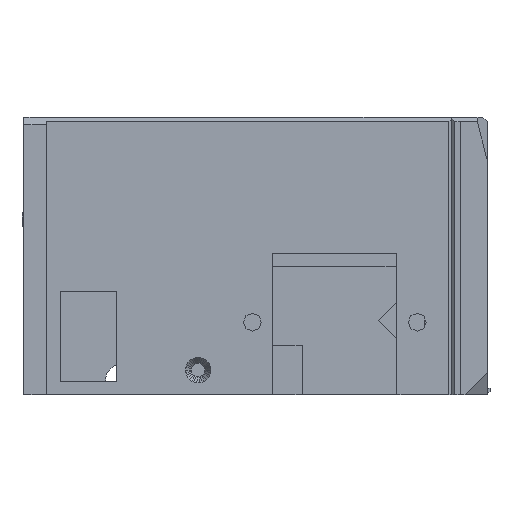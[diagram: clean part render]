
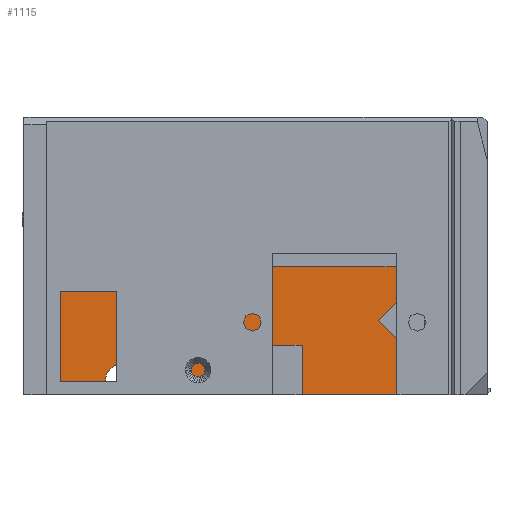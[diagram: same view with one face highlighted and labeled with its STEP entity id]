
A CAD part, front view. The second image highlights one B-rep face of the part: STEP entity #1115.
In plain terms, the highlighted planar face has unit normal (0, -1, 0).
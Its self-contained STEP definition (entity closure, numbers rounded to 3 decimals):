
#304 = VERTEX_POINT('',#305);
#305 = CARTESIAN_POINT('',(45.,-2.,0.));
#311 = EDGE_CURVE('',#304,#312,#314,.T.);
#312 = VERTEX_POINT('',#313);
#313 = CARTESIAN_POINT('',(45.,-2.,11.));
#314 = LINE('',#315,#316);
#315 = CARTESIAN_POINT('',(45.,-2.,-0.25));
#316 = VECTOR('',#317,1.);
#317 = DIRECTION('',(0.,0.,1.));
#335 = VERTEX_POINT('',#336);
#336 = CARTESIAN_POINT('',(60.,-2.,11.));
#342 = EDGE_CURVE('',#335,#312,#343,.T.);
#343 = LINE('',#344,#345);
#344 = CARTESIAN_POINT('',(24.,-2.,11.));
#345 = VECTOR('',#346,1.);
#346 = DIRECTION('',(-1.,0.,0.));
#359 = VERTEX_POINT('',#360);
#360 = CARTESIAN_POINT('',(60.,-2.,0.));
#383 = EDGE_CURVE('',#359,#335,#384,.T.);
#384 = LINE('',#385,#386);
#385 = CARTESIAN_POINT('',(60.,-2.,-0.25));
#386 = VECTOR('',#387,1.);
#387 = DIRECTION('',(0.,0.,1.));
#1115 = ADVANCED_FACE('',(#1116),#1306,.T.);
#1116 = FACE_BOUND('',#1117,.T.);
#1117 = EDGE_LOOP('',(#1118,#1128,#1136,#1145,#1154,#1163,#1172,#1181,
    #1190,#1199,#1208,#1217,#1226,#1235,#1241,#1242,#1243,#1244,#1252,
    #1260,#1268,#1276,#1284,#1292,#1300));
#1118 = ORIENTED_EDGE('',*,*,#1119,.F.);
#1119 = EDGE_CURVE('',#1120,#1122,#1124,.T.);
#1120 = VERTEX_POINT('',#1121);
#1121 = CARTESIAN_POINT('',(3.,-2.,0.));
#1122 = VERTEX_POINT('',#1123);
#1123 = CARTESIAN_POINT('',(3.,-2.,28.4));
#1124 = LINE('',#1125,#1126);
#1125 = CARTESIAN_POINT('',(3.,-2.,-0.5));
#1126 = VECTOR('',#1127,1.);
#1127 = DIRECTION('',(0.,0.,1.));
#1128 = ORIENTED_EDGE('',*,*,#1129,.F.);
#1129 = EDGE_CURVE('',#1130,#1120,#1132,.T.);
#1130 = VERTEX_POINT('',#1131);
#1131 = CARTESIAN_POINT('',(18.834,-2.,0.));
#1132 = LINE('',#1133,#1134);
#1133 = CARTESIAN_POINT('',(-1.,-2.,0.));
#1134 = VECTOR('',#1135,1.);
#1135 = DIRECTION('',(-1.,0.,0.));
#1136 = ORIENTED_EDGE('',*,*,#1137,.F.);
#1137 = EDGE_CURVE('',#1138,#1130,#1140,.T.);
#1138 = VERTEX_POINT('',#1139);
#1139 = CARTESIAN_POINT('',(20.5,-2.,6.764));
#1140 = CIRCLE('',#1141,3.5);
#1141 = AXIS2_PLACEMENT_3D('',#1142,#1143,#1144);
#1142 = CARTESIAN_POINT('',(20.,-2.,3.3));
#1143 = DIRECTION('',(0.,-1.,0.));
#1144 = DIRECTION('',(1.,0.,0.));
#1145 = ORIENTED_EDGE('',*,*,#1146,.F.);
#1146 = EDGE_CURVE('',#1147,#1138,#1149,.T.);
#1147 = VERTEX_POINT('',#1148);
#1148 = CARTESIAN_POINT('',(21.5,-2.,6.764));
#1149 = CIRCLE('',#1150,3.5);
#1150 = AXIS2_PLACEMENT_3D('',#1151,#1152,#1153);
#1151 = CARTESIAN_POINT('',(21.,-2.,3.3));
#1152 = DIRECTION('',(0.,-1.,0.));
#1153 = DIRECTION('',(1.,0.,0.));
#1154 = ORIENTED_EDGE('',*,*,#1155,.F.);
#1155 = EDGE_CURVE('',#1156,#1147,#1158,.T.);
#1156 = VERTEX_POINT('',#1157);
#1157 = CARTESIAN_POINT('',(22.5,-2.,6.764));
#1158 = CIRCLE('',#1159,3.5);
#1159 = AXIS2_PLACEMENT_3D('',#1160,#1161,#1162);
#1160 = CARTESIAN_POINT('',(22.,-2.,3.3));
#1161 = DIRECTION('',(0.,-1.,0.));
#1162 = DIRECTION('',(1.,0.,0.));
#1163 = ORIENTED_EDGE('',*,*,#1164,.F.);
#1164 = EDGE_CURVE('',#1165,#1156,#1167,.T.);
#1165 = VERTEX_POINT('',#1166);
#1166 = CARTESIAN_POINT('',(23.5,-2.,6.764));
#1167 = CIRCLE('',#1168,3.5);
#1168 = AXIS2_PLACEMENT_3D('',#1169,#1170,#1171);
#1169 = CARTESIAN_POINT('',(23.,-2.,3.3));
#1170 = DIRECTION('',(0.,-1.,0.));
#1171 = DIRECTION('',(1.,0.,0.));
#1172 = ORIENTED_EDGE('',*,*,#1173,.F.);
#1173 = EDGE_CURVE('',#1174,#1165,#1176,.T.);
#1174 = VERTEX_POINT('',#1175);
#1175 = CARTESIAN_POINT('',(24.5,-2.,6.764));
#1176 = CIRCLE('',#1177,3.5);
#1177 = AXIS2_PLACEMENT_3D('',#1178,#1179,#1180);
#1178 = CARTESIAN_POINT('',(24.,-2.,3.3));
#1179 = DIRECTION('',(0.,-1.,0.));
#1180 = DIRECTION('',(1.,0.,0.));
#1181 = ORIENTED_EDGE('',*,*,#1182,.F.);
#1182 = EDGE_CURVE('',#1183,#1174,#1185,.T.);
#1183 = VERTEX_POINT('',#1184);
#1184 = CARTESIAN_POINT('',(25.5,-2.,6.764));
#1185 = CIRCLE('',#1186,3.5);
#1186 = AXIS2_PLACEMENT_3D('',#1187,#1188,#1189);
#1187 = CARTESIAN_POINT('',(25.,-2.,3.3));
#1188 = DIRECTION('',(0.,-1.,0.));
#1189 = DIRECTION('',(1.,0.,0.));
#1190 = ORIENTED_EDGE('',*,*,#1191,.F.);
#1191 = EDGE_CURVE('',#1192,#1183,#1194,.T.);
#1192 = VERTEX_POINT('',#1193);
#1193 = CARTESIAN_POINT('',(26.5,-2.,6.764));
#1194 = CIRCLE('',#1195,3.5);
#1195 = AXIS2_PLACEMENT_3D('',#1196,#1197,#1198);
#1196 = CARTESIAN_POINT('',(26.,-2.,3.3));
#1197 = DIRECTION('',(0.,-1.,0.));
#1198 = DIRECTION('',(1.,0.,0.));
#1199 = ORIENTED_EDGE('',*,*,#1200,.F.);
#1200 = EDGE_CURVE('',#1201,#1192,#1203,.T.);
#1201 = VERTEX_POINT('',#1202);
#1202 = CARTESIAN_POINT('',(27.5,-2.,6.764));
#1203 = CIRCLE('',#1204,3.5);
#1204 = AXIS2_PLACEMENT_3D('',#1205,#1206,#1207);
#1205 = CARTESIAN_POINT('',(27.,-2.,3.3));
#1206 = DIRECTION('',(0.,-1.,0.));
#1207 = DIRECTION('',(1.,0.,0.));
#1208 = ORIENTED_EDGE('',*,*,#1209,.F.);
#1209 = EDGE_CURVE('',#1210,#1201,#1212,.T.);
#1210 = VERTEX_POINT('',#1211);
#1211 = CARTESIAN_POINT('',(28.5,-2.,6.764));
#1212 = CIRCLE('',#1213,3.5);
#1213 = AXIS2_PLACEMENT_3D('',#1214,#1215,#1216);
#1214 = CARTESIAN_POINT('',(28.,-2.,3.3));
#1215 = DIRECTION('',(0.,-1.,0.));
#1216 = DIRECTION('',(1.,0.,0.));
#1217 = ORIENTED_EDGE('',*,*,#1218,.F.);
#1218 = EDGE_CURVE('',#1219,#1210,#1221,.T.);
#1219 = VERTEX_POINT('',#1220);
#1220 = CARTESIAN_POINT('',(32.5,-2.,3.3));
#1221 = CIRCLE('',#1222,3.5);
#1222 = AXIS2_PLACEMENT_3D('',#1223,#1224,#1225);
#1223 = CARTESIAN_POINT('',(29.,-2.,3.3));
#1224 = DIRECTION('',(0.,-1.,0.));
#1225 = DIRECTION('',(1.,0.,0.));
#1226 = ORIENTED_EDGE('',*,*,#1227,.F.);
#1227 = EDGE_CURVE('',#1228,#1219,#1230,.T.);
#1228 = VERTEX_POINT('',#1229);
#1229 = CARTESIAN_POINT('',(30.166,-2.,0.));
#1230 = CIRCLE('',#1231,3.5);
#1231 = AXIS2_PLACEMENT_3D('',#1232,#1233,#1234);
#1232 = CARTESIAN_POINT('',(29.,-2.,3.3));
#1233 = DIRECTION('',(0.,-1.,0.));
#1234 = DIRECTION('',(1.,0.,0.));
#1235 = ORIENTED_EDGE('',*,*,#1236,.F.);
#1236 = EDGE_CURVE('',#304,#1228,#1237,.T.);
#1237 = LINE('',#1238,#1239);
#1238 = CARTESIAN_POINT('',(-1.,-2.,0.));
#1239 = VECTOR('',#1240,1.);
#1240 = DIRECTION('',(-1.,0.,0.));
#1241 = ORIENTED_EDGE('',*,*,#311,.T.);
#1242 = ORIENTED_EDGE('',*,*,#342,.F.);
#1243 = ORIENTED_EDGE('',*,*,#383,.F.);
#1244 = ORIENTED_EDGE('',*,*,#1245,.F.);
#1245 = EDGE_CURVE('',#1246,#359,#1248,.T.);
#1246 = VERTEX_POINT('',#1247);
#1247 = CARTESIAN_POINT('',(87.,-2.,0.));
#1248 = LINE('',#1249,#1250);
#1249 = CARTESIAN_POINT('',(-1.,-2.,0.));
#1250 = VECTOR('',#1251,1.);
#1251 = DIRECTION('',(-1.,0.,0.));
#1252 = ORIENTED_EDGE('',*,*,#1253,.T.);
#1253 = EDGE_CURVE('',#1246,#1254,#1256,.T.);
#1254 = VERTEX_POINT('',#1255);
#1255 = CARTESIAN_POINT('',(87.,-2.,6.5));
#1256 = LINE('',#1257,#1258);
#1257 = CARTESIAN_POINT('',(87.,-2.,-0.5));
#1258 = VECTOR('',#1259,1.);
#1259 = DIRECTION('',(0.,0.,1.));
#1260 = ORIENTED_EDGE('',*,*,#1261,.T.);
#1261 = EDGE_CURVE('',#1254,#1262,#1264,.T.);
#1262 = VERTEX_POINT('',#1263);
#1263 = CARTESIAN_POINT('',(77.,-2.,16.5));
#1264 = LINE('',#1265,#1266);
#1265 = CARTESIAN_POINT('',(87.,-2.,6.5));
#1266 = VECTOR('',#1267,1.);
#1267 = DIRECTION('',(-0.707,0.,
    0.707));
#1268 = ORIENTED_EDGE('',*,*,#1269,.T.);
#1269 = EDGE_CURVE('',#1262,#1270,#1272,.T.);
#1270 = VERTEX_POINT('',#1271);
#1271 = CARTESIAN_POINT('',(87.,-2.,26.5));
#1272 = LINE('',#1273,#1274);
#1273 = CARTESIAN_POINT('',(77.,-2.,16.5));
#1274 = VECTOR('',#1275,1.);
#1275 = DIRECTION('',(0.707,0.,0.707
    ));
#1276 = ORIENTED_EDGE('',*,*,#1277,.F.);
#1277 = EDGE_CURVE('',#1278,#1270,#1280,.T.);
#1278 = VERTEX_POINT('',#1279);
#1279 = CARTESIAN_POINT('',(92.02,-2.,21.48));
#1280 = LINE('',#1281,#1282);
#1281 = CARTESIAN_POINT('',(97.,-2.,16.5));
#1282 = VECTOR('',#1283,1.);
#1283 = DIRECTION('',(-0.707,0.,
    0.707));
#1284 = ORIENTED_EDGE('',*,*,#1285,.T.);
#1285 = EDGE_CURVE('',#1278,#1286,#1288,.T.);
#1286 = VERTEX_POINT('',#1287);
#1287 = CARTESIAN_POINT('',(92.02,-2.,28.4));
#1288 = LINE('',#1289,#1290);
#1289 = CARTESIAN_POINT('',(92.02,-2.,-0.5));
#1290 = VECTOR('',#1291,1.);
#1291 = DIRECTION('',(0.,0.,1.));
#1292 = ORIENTED_EDGE('',*,*,#1293,.F.);
#1293 = EDGE_CURVE('',#1294,#1286,#1296,.T.);
#1294 = VERTEX_POINT('',#1295);
#1295 = CARTESIAN_POINT('',(87.,-2.,28.4));
#1296 = LINE('',#1297,#1298);
#1297 = CARTESIAN_POINT('',(-3.,-2.,28.4));
#1298 = VECTOR('',#1299,1.);
#1299 = DIRECTION('',(1.,0.,0.));
#1300 = ORIENTED_EDGE('',*,*,#1301,.F.);
#1301 = EDGE_CURVE('',#1122,#1294,#1302,.T.);
#1302 = LINE('',#1303,#1304);
#1303 = CARTESIAN_POINT('',(-3.,-2.,28.4));
#1304 = VECTOR('',#1305,1.);
#1305 = DIRECTION('',(1.,0.,0.));
#1306 = PLANE('',#1307);
#1307 = AXIS2_PLACEMENT_3D('',#1308,#1309,#1310);
#1308 = CARTESIAN_POINT('',(3.,-2.,-0.5));
#1309 = DIRECTION('',(0.,-1.,0.));
#1310 = DIRECTION('',(1.,0.,0.));
